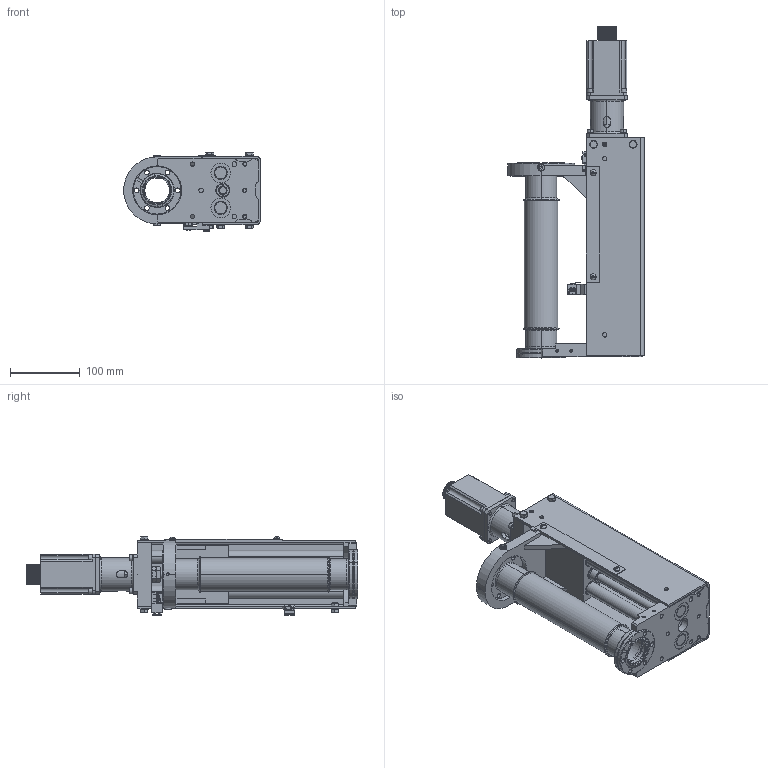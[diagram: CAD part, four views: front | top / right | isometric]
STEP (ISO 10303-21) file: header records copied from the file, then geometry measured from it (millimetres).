
FILE_DESCRIPTION((''),'2;1');
FILE_NAME('PRT0001','2017-04-11T',('keith.feeley'),(''),'CREO PARAMETRIC BY PTC INC, 2015380','CREO PARAMETRIC BY PTC INC, 2015380','');
FILE_SCHEMA(('AUTOMOTIVE_DESIGN { 1 0 10303 214 1 1 1 1 }'));
Products named in the file (1): PRT0001
Bounding box: 195.7 x 475 x 113.1 mm (x, y, z)
Volume: 1597495 mm3; surface area: 523565.2 mm2
Topology: 8 solids, 102 shells, 2456 faces, 6210 edges, 3920 vertices
Faces by surface type: plane 1141, cylinder 885, cone 310, torus 116, bspline 4
Entity records: 80867 total; most frequent: CARTESIAN_POINT 19526, DIRECTION 12886, ORIENTED_EDGE 11972, EDGE_CURVE 6148, AXIS2_PLACEMENT_3D 4998, VERTEX_POINT 3920, VECTOR 2890, LINE 2890
